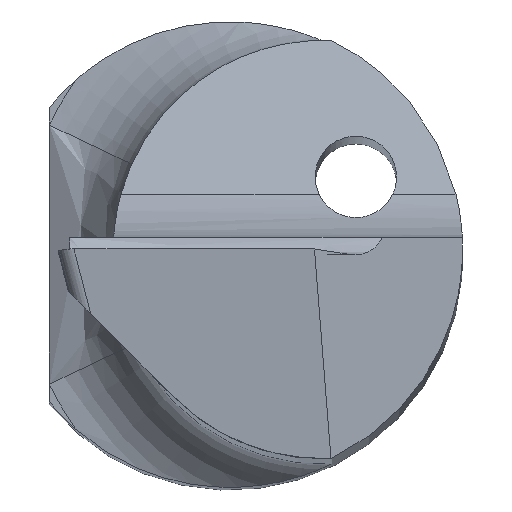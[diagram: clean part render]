
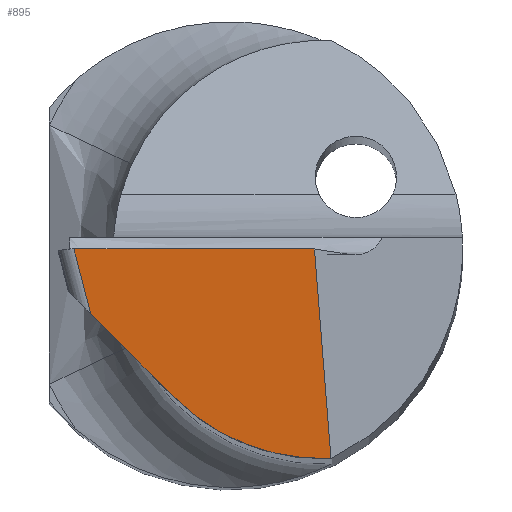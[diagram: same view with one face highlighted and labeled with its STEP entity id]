
A CAD part, top view. The second image highlights one B-rep face of the part: STEP entity #895.
In plain terms, the highlighted planar face has unit normal (0.138, -0.139, 0.981).
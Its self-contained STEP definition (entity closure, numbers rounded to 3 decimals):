
#25 = LINE ( 'NONE', #621, #300 ) ;
#30 = FACE_OUTER_BOUND ( 'NONE', #936, .T. ) ;
#40 = VERTEX_POINT ( 'NONE', #888 ) ;
#65 = ORIENTED_EDGE ( 'NONE', *, *, #513, .T. ) ;
#67 = VERTEX_POINT ( 'NONE', #82 ) ;
#80 = ORIENTED_EDGE ( 'NONE', *, *, #677, .F. ) ;
#82 = CARTESIAN_POINT ( 'NONE',  ( 0.727, 0., 41.709 ) ) ;
#94 = AXIS2_PLACEMENT_3D ( 'NONE', #626, #415, #103 ) ;
#103 = DIRECTION ( 'NONE',  ( 0., -0.99, -0.141 ) ) ;
#111 = CARTESIAN_POINT ( 'NONE',  ( 0.719, 0.1, 41.724 ) ) ;
#130 = VECTOR ( 'NONE', #361, 1000. ) ;
#156 = VERTEX_POINT ( 'NONE', #780 ) ;
#221 =( BOUNDED_CURVE ( )  B_SPLINE_CURVE ( 3, ( #462, #388, #613, #687 ),
 .UNSPECIFIED., .F., .T. ) 
 B_SPLINE_CURVE_WITH_KNOTS ( ( 4, 4 ),
 ( 4.717, 5.544 ),
 .UNSPECIFIED. ) 
 CURVE ( )  GEOMETRIC_REPRESENTATION_ITEM ( )  RATIONAL_B_SPLINE_CURVE ( ( 1., 0.944, 0.944, 1. ) ) 
 REPRESENTATION_ITEM ( '' )  );
#224 = LINE ( 'NONE', #519, #130 ) ;
#229 = EDGE_CURVE ( 'NONE', #454, #156, #221, .T. ) ;
#260 = DIRECTION ( 'NONE',  ( 0.693, -0.693, -0.196 ) ) ;
#268 = DIRECTION ( 'NONE',  ( -0.078, 0.986, 0.151 ) ) ;
#300 = VECTOR ( 'NONE', #260, 1000. ) ;
#336 = EDGE_CURVE ( 'NONE', #67, #40, #435, .T. ) ;
#350 = VERTEX_POINT ( 'NONE', #362 ) ;
#361 = DIRECTION ( 'NONE',  ( -0.247, 0.954, 0.17 ) ) ;
#362 = CARTESIAN_POINT ( 'NONE',  ( -1.195, -0.556, 41.9 ) ) ;
#388 = CARTESIAN_POINT ( 'NONE',  ( -0.117, -1.634, 41.596 ) ) ;
#400 = VECTOR ( 'NONE', #733, 1000. ) ;
#402 = PLANE ( 'NONE',  #94 ) ;
#415 = DIRECTION ( 'NONE',  ( 0.138, -0.139, 0.981 ) ) ;
#430 = CARTESIAN_POINT ( 'NONE',  ( -1.571, 0., 42.032 ) ) ;
#435 = LINE ( 'NONE', #430, #400 ) ;
#450 = VECTOR ( 'NONE', #268, 1000. ) ;
#454 = VERTEX_POINT ( 'NONE', #896 ) ;
#462 = CARTESIAN_POINT ( 'NONE',  ( -0.478, -1.273, 41.698 ) ) ;
#513 = EDGE_CURVE ( 'NONE', #350, #454, #25, .T. ) ;
#519 = CARTESIAN_POINT ( 'NONE',  ( -1.379, 0.153, 42.027 ) ) ;
#613 = CARTESIAN_POINT ( 'NONE',  ( 0.359, -1.82, 41.503 ) ) ;
#621 = CARTESIAN_POINT ( 'NONE',  ( -0.526, -1.226, 41.711 ) ) ;
#622 = LINE ( 'NONE', #111, #450 ) ;
#626 = CARTESIAN_POINT ( 'NONE',  ( -1.569, 0.1, 42.046 ) ) ;
#677 = EDGE_CURVE ( 'NONE', #350, #40, #224, .T. ) ;
#687 = CARTESIAN_POINT ( 'NONE',  ( 0.869, -1.799, 41.434 ) ) ;
#733 = DIRECTION ( 'NONE',  ( -0.99, 0., 0.139 ) ) ;
#753 = ORIENTED_EDGE ( 'NONE', *, *, #336, .T. ) ;
#780 = CARTESIAN_POINT ( 'NONE',  ( 0.869, -1.799, 41.434 ) ) ;
#810 = ORIENTED_EDGE ( 'NONE', *, *, #229, .T. ) ;
#852 = EDGE_CURVE ( 'NONE', #156, #67, #622, .T. ) ;
#888 = CARTESIAN_POINT ( 'NONE',  ( -1.339, 0., 41.999 ) ) ;
#895 = ADVANCED_FACE ( 'NONE', ( #30 ), #402, .T. ) ;
#896 = CARTESIAN_POINT ( 'NONE',  ( -0.478, -1.273, 41.698 ) ) ;
#936 = EDGE_LOOP ( 'NONE', ( #65, #810, #942, #753, #80 ) ) ;
#942 = ORIENTED_EDGE ( 'NONE', *, *, #852, .T. ) ;
